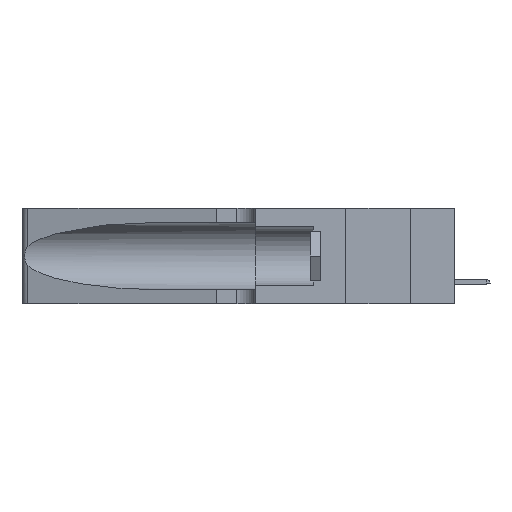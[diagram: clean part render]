
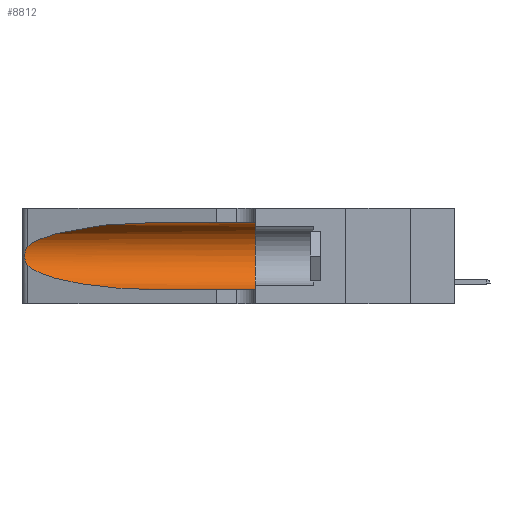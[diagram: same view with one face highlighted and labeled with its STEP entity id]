
A CAD part, left-side view. The second image highlights one B-rep face of the part: STEP entity #8812.
In plain terms, the highlighted cylindrical face has radius 3.308 mm (diameter 6.617 mm), a partial arc.
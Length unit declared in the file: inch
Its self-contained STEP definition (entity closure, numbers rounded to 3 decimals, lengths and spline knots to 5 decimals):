
#203 = CARTESIAN_POINT ( 'NONE',  ( 0.1305, 0.72297, 0.05475 ) ) ;
#311 = VERTEX_POINT ( 'NONE', #16953 ) ;
#892 = ORIENTED_EDGE ( 'NONE', *, *, #2727, .T. ) ;
#899 = CARTESIAN_POINT ( 'NONE',  ( 0.25487, 1.22718, 0.22369 ) ) ;
#1447 = CARTESIAN_POINT ( 'NONE',  ( 0.26017, 1.23833, 0.17102 ) ) ;
#1650 = ORIENTED_EDGE ( 'NONE', *, *, #13366, .F. ) ;
#1696 = CARTESIAN_POINT ( 'NONE',  ( 0.1305, 0.35, 0.185 ) ) ;
#1830 = EDGE_CURVE ( 'NONE', #17349, #7135, #10775, .T. ) ;
#2147 = ORIENTED_EDGE ( 'NONE', *, *, #1830, .T. ) ;
#2216 = CARTESIAN_POINT ( 'NONE',  ( 0.25639, 1.23184, 0.21858 ) ) ;
#2459 = VERTEX_POINT ( 'NONE', #4672 ) ;
#2727 = EDGE_CURVE ( 'NONE', #12906, #19613, #16852, .T. ) ;
#3203 = CARTESIAN_POINT ( 'NONE',  ( 0.25639, 1.23186, 0.15144 ) ) ;
#4096 = CARTESIAN_POINT ( 'NONE',  ( 0.18966, 0.96281, 0.31525 ) ) ;
#4592 = CARTESIAN_POINT ( 'NONE',  ( 0.26018, 1.23835, 0.19895 ) ) ;
#4672 = CARTESIAN_POINT ( 'NONE',  ( 0.1305, 0.35, 0.31525 ) ) ;
#4819 =( BOUNDED_CURVE ( )  B_SPLINE_CURVE ( 3, ( #6210, #12016, #19490, #203 ),
 .UNSPECIFIED., .F., .T. ) 
 B_SPLINE_CURVE_WITH_KNOTS ( ( 4, 4 ),
 ( 3.44316, 4.71239 ),
 .UNSPECIFIED. ) 
 CURVE ( )  GEOMETRIC_REPRESENTATION_ITEM ( )  RATIONAL_B_SPLINE_CURVE ( ( 1., 0.87, 0.87, 1. ) ) 
 REPRESENTATION_ITEM ( '' )  );
#6210 = CARTESIAN_POINT ( 'NONE',  ( 0.25487, 1.22718, 0.14631 ) ) ;
#6306 = LINE ( 'NONE', #21234, #10150 ) ;
#6447 = ORIENTED_EDGE ( 'NONE', *, *, #7881, .F. ) ;
#6666 = DIRECTION ( 'NONE',  ( 0., -1., 0. ) ) ;
#6958 = CARTESIAN_POINT ( 'NONE',  ( 0.25555, 1.22993, 0.14849 ) ) ;
#7005 = AXIS2_PLACEMENT_3D ( 'NONE', #12183, #19778, #21778 ) ;
#7135 = VERTEX_POINT ( 'NONE', #899 ) ;
#7594 = DIRECTION ( 'NONE',  ( 0., 1., 0. ) ) ;
#7881 = EDGE_CURVE ( 'NONE', #17349, #2459, #6306, .T. ) ;
#8347 = CARTESIAN_POINT ( 'NONE',  ( 0.25854, 1.2359, 0.20912 ) ) ;
#8812 = ADVANCED_FACE ( 'NONE', ( #23753 ), #14279, .F. ) ;
#9031 = CARTESIAN_POINT ( 'NONE',  ( 0.2373, 1.15595, 0.28018 ) ) ;
#9163 = VECTOR ( 'NONE', #15065, 39.37008 ) ;
#9855 = CARTESIAN_POINT ( 'NONE',  ( 0.25787, 1.23484, 0.2124 ) ) ;
#9980 = CARTESIAN_POINT ( 'NONE',  ( 0.25555, 1.22994, 0.2215 ) ) ;
#10150 = VECTOR ( 'NONE', #6666, 39.37008 ) ;
#10775 =( BOUNDED_CURVE ( )  B_SPLINE_CURVE ( 3, ( #14910, #4096, #9031, #18922 ),
 .UNSPECIFIED., .F., .T. ) 
 B_SPLINE_CURVE_WITH_KNOTS ( ( 4, 4 ),
 ( 1.5708, 2.84003 ),
 .UNSPECIFIED. ) 
 CURVE ( )  GEOMETRIC_REPRESENTATION_ITEM ( )  RATIONAL_B_SPLINE_CURVE ( ( 1., 0.87, 0.87, 1. ) ) 
 REPRESENTATION_ITEM ( '' )  );
#10903 = CARTESIAN_POINT ( 'NONE',  ( 0.1305, 0.72297, 0.05475 ) ) ;
#11478 = DIRECTION ( 'NONE',  ( 0., 0., 1. ) ) ;
#12016 = CARTESIAN_POINT ( 'NONE',  ( 0.2373, 1.15595, 0.08982 ) ) ;
#12183 = CARTESIAN_POINT ( 'NONE',  ( 0.1305, 1.61858, 0.185 ) ) ;
#12261 = CARTESIAN_POINT ( 'NONE',  ( 0.26075, 1.23896, 0.19203 ) ) ;
#12347 = EDGE_LOOP ( 'NONE', ( #2147, #13236, #15482, #892, #1650, #6447 ) ) ;
#12906 = VERTEX_POINT ( 'NONE', #10903 ) ;
#13121 = CARTESIAN_POINT ( 'NONE',  ( 0.1305, 0.72297, 0.31525 ) ) ;
#13210 = EDGE_CURVE ( 'NONE', #7135, #311, #18419, .T. ) ;
#13236 = ORIENTED_EDGE ( 'NONE', *, *, #13210, .T. ) ;
#13366 = EDGE_CURVE ( 'NONE', #2459, #19613, #23500, .T. ) ;
#14279 = CYLINDRICAL_SURFACE ( 'NONE', #7005, 0.13025 ) ;
#14601 = CARTESIAN_POINT ( 'NONE',  ( 0.25487, 1.22718, 0.14631 ) ) ;
#14910 = CARTESIAN_POINT ( 'NONE',  ( 0.1305, 0.72297, 0.31525 ) ) ;
#15065 = DIRECTION ( 'NONE',  ( 0., -1., 0. ) ) ;
#15482 = ORIENTED_EDGE ( 'NONE', *, *, #18877, .T. ) ;
#16513 = CARTESIAN_POINT ( 'NONE',  ( 0.25789, 1.23486, 0.15765 ) ) ;
#16852 = LINE ( 'NONE', #18953, #9163 ) ;
#16953 = CARTESIAN_POINT ( 'NONE',  ( 0.25487, 1.22718, 0.14631 ) ) ;
#17349 = VERTEX_POINT ( 'NONE', #13121 ) ;
#17510 = CARTESIAN_POINT ( 'NONE',  ( 0.26075, 1.23896, 0.178 ) ) ;
#18001 = CARTESIAN_POINT ( 'NONE',  ( 0.25487, 1.22718, 0.22369 ) ) ;
#18419 = B_SPLINE_CURVE_WITH_KNOTS ( 'NONE', 3,
 ( #18001, #9980, #2216, #9855, #8347, #4592, #12261, #17510, #1447, #24092, #16513, #3203, #6958, #14601 ),
 .UNSPECIFIED., .F., .F.,
 ( 4, 2, 2, 2, 2, 2, 4 ),
 ( 0., 0.00027, 0.00053, 0.00107, 0.0016, 0.00187, 0.00214 ),
 .UNSPECIFIED. ) ;
#18877 = EDGE_CURVE ( 'NONE', #311, #12906, #4819, .T. ) ;
#18922 = CARTESIAN_POINT ( 'NONE',  ( 0.25487, 1.22718, 0.22369 ) ) ;
#18953 = CARTESIAN_POINT ( 'NONE',  ( 0.1305, 1.61858, 0.05475 ) ) ;
#19490 = CARTESIAN_POINT ( 'NONE',  ( 0.18966, 0.96281, 0.05475 ) ) ;
#19613 = VERTEX_POINT ( 'NONE', #20702 ) ;
#19778 = DIRECTION ( 'NONE',  ( 0., -1., 0. ) ) ;
#20702 = CARTESIAN_POINT ( 'NONE',  ( 0.1305, 0.35, 0.05475 ) ) ;
#21234 = CARTESIAN_POINT ( 'NONE',  ( 0.1305, 1.61858, 0.31525 ) ) ;
#21778 = DIRECTION ( 'NONE',  ( 0., 0., -1. ) ) ;
#23500 = CIRCLE ( 'NONE', #24697, 0.13025 ) ;
#23753 = FACE_OUTER_BOUND ( 'NONE', #12347, .T. ) ;
#24092 = CARTESIAN_POINT ( 'NONE',  ( 0.25856, 1.23593, 0.16098 ) ) ;
#24697 = AXIS2_PLACEMENT_3D ( 'NONE', #1696, #7594, #11478 ) ;
